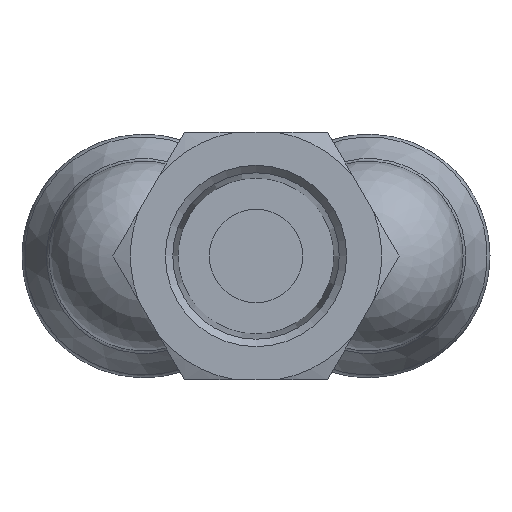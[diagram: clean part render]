
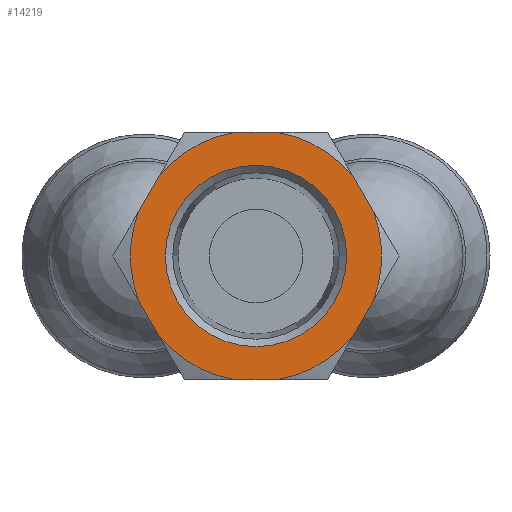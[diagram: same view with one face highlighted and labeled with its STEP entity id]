
A CAD part, front view. The second image highlights one B-rep face of the part: STEP entity #14219.
In plain terms, the highlighted face is planar.
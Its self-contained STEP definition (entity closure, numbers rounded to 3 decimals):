
#14075=CARTESIAN_POINT('',(-27.1,6.223,0.));
#14076=VERTEX_POINT('',#14075);
#14077=CARTESIAN_POINT('',(-27.1,0.,0.0));
#14078=DIRECTION('',(-1.0,0.0,0.0));
#14079=DIRECTION('',(0.0,-1.0,0.0));
#14080=AXIS2_PLACEMENT_3D('',#14077,#14078,#14079);
#14081=CIRCLE('',#14080,6.223);
#14082=EDGE_CURVE('',#14076,#14076,#14081,.T.);
#14107=CARTESIAN_POINT('',(-27.1,4.25,0.0));
#14108=DIRECTION('',(-1.0,0.0,0.0));
#14109=DIRECTION('',(0.0,0.0,1.0));
#14110=AXIS2_PLACEMENT_3D('',#14107,#14108,#14109);
#14111=PLANE('',#14110);
#14112=CARTESIAN_POINT('',(-27.1,8.063,3.035));
#14113=VERTEX_POINT('',#14112);
#14114=CARTESIAN_POINT('',(-27.1,8.063,-3.035));
#14115=VERTEX_POINT('',#14114);
#14116=CARTESIAN_POINT('',(-27.1,0.,0.0));
#14117=DIRECTION('',(-1.0,0.0,0.0));
#14118=DIRECTION('',(0.0,1.0,0.0));
#14119=AXIS2_PLACEMENT_3D('',#14116,#14117,#14118);
#14120=CIRCLE('',#14119,8.615);
#14121=EDGE_CURVE('',#14113,#14115,#14120,.T.);
#14122=ORIENTED_EDGE('',*,*,#14121,.T.);
#14123=CARTESIAN_POINT('',(-27.1,6.66,-5.465));
#14124=VERTEX_POINT('',#14123);
#14125=CARTESIAN_POINT('',(-27.1,6.66,-5.465));
#14126=DIRECTION('',(0.0,0.5,0.866));
#14127=VECTOR('',#14126,2.805);
#14128=LINE('',#14125,#14127);
#14129=EDGE_CURVE('',#14124,#14115,#14128,.T.);
#14130=ORIENTED_EDGE('',*,*,#14129,.F.);
#14131=CARTESIAN_POINT('',(-27.1,1.403,-8.5));
#14132=VERTEX_POINT('',#14131);
#14133=CARTESIAN_POINT('',(-27.1,0.,0.0));
#14134=DIRECTION('',(-1.0,0.0,0.0));
#14135=DIRECTION('',(0.0,1.0,0.0));
#14136=AXIS2_PLACEMENT_3D('',#14133,#14134,#14135);
#14137=CIRCLE('',#14136,8.615);
#14138=EDGE_CURVE('',#14124,#14132,#14137,.T.);
#14139=ORIENTED_EDGE('',*,*,#14138,.T.);
#14140=CARTESIAN_POINT('',(-27.1,-1.403,-8.5));
#14141=VERTEX_POINT('',#14140);
#14142=CARTESIAN_POINT('',(-27.1,-1.403,-8.5));
#14143=DIRECTION('',(0.0,1.0,0.0));
#14144=VECTOR('',#14143,2.805);
#14145=LINE('',#14142,#14144);
#14146=EDGE_CURVE('',#14141,#14132,#14145,.T.);
#14147=ORIENTED_EDGE('',*,*,#14146,.F.);
#14148=CARTESIAN_POINT('',(-27.1,-6.66,-5.465));
#14149=VERTEX_POINT('',#14148);
#14150=CARTESIAN_POINT('',(-27.1,0.,0.0));
#14151=DIRECTION('',(-1.0,0.0,0.0));
#14152=DIRECTION('',(0.0,1.0,0.0));
#14153=AXIS2_PLACEMENT_3D('',#14150,#14151,#14152);
#14154=CIRCLE('',#14153,8.615);
#14155=EDGE_CURVE('',#14141,#14149,#14154,.T.);
#14156=ORIENTED_EDGE('',*,*,#14155,.T.);
#14157=CARTESIAN_POINT('',(-27.1,-8.063,-3.035));
#14158=VERTEX_POINT('',#14157);
#14159=CARTESIAN_POINT('',(-27.1,-8.063,-3.035));
#14160=DIRECTION('',(0.0,0.5,-0.866));
#14161=VECTOR('',#14160,2.805);
#14162=LINE('',#14159,#14161);
#14163=EDGE_CURVE('',#14158,#14149,#14162,.T.);
#14164=ORIENTED_EDGE('',*,*,#14163,.F.);
#14165=CARTESIAN_POINT('',(-27.1,-8.063,3.035));
#14166=VERTEX_POINT('',#14165);
#14167=CARTESIAN_POINT('',(-27.1,0.,0.0));
#14168=DIRECTION('',(-1.0,0.0,0.0));
#14169=DIRECTION('',(0.0,1.0,0.0));
#14170=AXIS2_PLACEMENT_3D('',#14167,#14168,#14169);
#14171=CIRCLE('',#14170,8.615);
#14172=EDGE_CURVE('',#14158,#14166,#14171,.T.);
#14173=ORIENTED_EDGE('',*,*,#14172,.T.);
#14174=CARTESIAN_POINT('',(-27.1,-6.66,5.465));
#14175=VERTEX_POINT('',#14174);
#14176=CARTESIAN_POINT('',(-27.1,-6.66,5.465));
#14177=DIRECTION('',(0.0,-0.5,-0.866));
#14178=VECTOR('',#14177,2.805);
#14179=LINE('',#14176,#14178);
#14180=EDGE_CURVE('',#14175,#14166,#14179,.T.);
#14181=ORIENTED_EDGE('',*,*,#14180,.F.);
#14182=CARTESIAN_POINT('',(-27.1,-1.403,8.5));
#14183=VERTEX_POINT('',#14182);
#14184=CARTESIAN_POINT('',(-27.1,0.,0.0));
#14185=DIRECTION('',(-1.0,0.0,0.0));
#14186=DIRECTION('',(0.0,1.0,0.0));
#14187=AXIS2_PLACEMENT_3D('',#14184,#14185,#14186);
#14188=CIRCLE('',#14187,8.615);
#14189=EDGE_CURVE('',#14175,#14183,#14188,.T.);
#14190=ORIENTED_EDGE('',*,*,#14189,.T.);
#14191=CARTESIAN_POINT('',(-27.1,1.403,8.5));
#14192=VERTEX_POINT('',#14191);
#14193=CARTESIAN_POINT('',(-27.1,1.403,8.5));
#14194=DIRECTION('',(0.0,-1.0,0.0));
#14195=VECTOR('',#14194,2.805);
#14196=LINE('',#14193,#14195);
#14197=EDGE_CURVE('',#14192,#14183,#14196,.T.);
#14198=ORIENTED_EDGE('',*,*,#14197,.F.);
#14199=CARTESIAN_POINT('',(-27.1,6.66,5.465));
#14200=VERTEX_POINT('',#14199);
#14201=CARTESIAN_POINT('',(-27.1,0.,0.0));
#14202=DIRECTION('',(-1.0,0.0,0.0));
#14203=DIRECTION('',(0.0,1.0,0.0));
#14204=AXIS2_PLACEMENT_3D('',#14201,#14202,#14203);
#14205=CIRCLE('',#14204,8.615);
#14206=EDGE_CURVE('',#14192,#14200,#14205,.T.);
#14207=ORIENTED_EDGE('',*,*,#14206,.T.);
#14208=CARTESIAN_POINT('',(-27.1,8.063,3.035));
#14209=DIRECTION('',(0.0,-0.5,0.866));
#14210=VECTOR('',#14209,2.805);
#14211=LINE('',#14208,#14210);
#14212=EDGE_CURVE('',#14113,#14200,#14211,.T.);
#14213=ORIENTED_EDGE('',*,*,#14212,.F.);
#14214=EDGE_LOOP('',(#14122,#14130,#14139,#14147,#14156,#14164,#14173,#14181,#14190,#14198,#14207,#14213));
#14215=FACE_OUTER_BOUND('',#14214,.T.);
#14216=ORIENTED_EDGE('',*,*,#14082,.F.);
#14217=EDGE_LOOP('',(#14216));
#14218=FACE_BOUND('',#14217,.T.);
#14219=ADVANCED_FACE('',(#14215,#14218),#14111,.T.);
